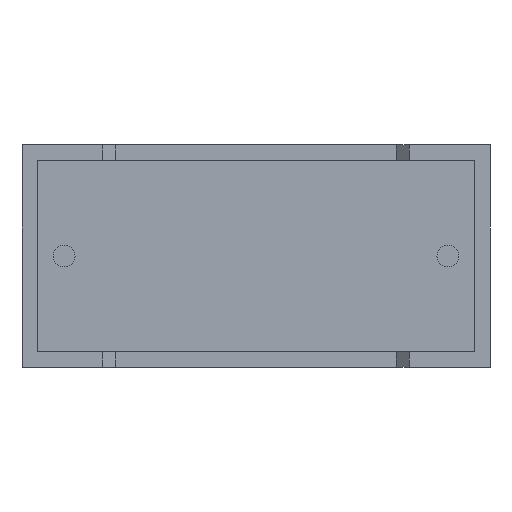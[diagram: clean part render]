
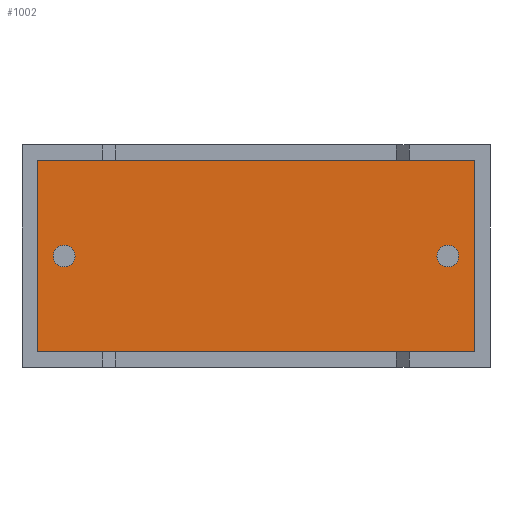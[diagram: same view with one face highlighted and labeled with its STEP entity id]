
A CAD part, front view. The second image highlights one B-rep face of the part: STEP entity #1002.
In plain terms, the highlighted planar face has unit normal (0, -1, 0).
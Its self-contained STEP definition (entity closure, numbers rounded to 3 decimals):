
#38 = DIRECTION ( 'NONE',  ( 0., 0., -1. ) ) ;
#47 = DIRECTION ( 'NONE',  ( 1., 0., 0. ) ) ;
#49 = EDGE_CURVE ( 'NONE', #1435, #2369, #780, .T. ) ;
#165 = AXIS2_PLACEMENT_3D ( 'NONE', #1635, #1392, #38 ) ;
#174 = EDGE_CURVE ( 'NONE', #2369, #1813, #247, .T. ) ;
#197 = EDGE_CURVE ( 'NONE', #1189, #2871, #1192, .T. ) ;
#218 = DIRECTION ( 'NONE',  ( 0., 0., -1. ) ) ;
#239 = EDGE_CURVE ( 'NONE', #364, #1435, #2401, .T. ) ;
#247 = LINE ( 'NONE', #2160, #253 ) ;
#253 = VECTOR ( 'NONE', #47, 1000. ) ;
#297 = ORIENTED_EDGE ( 'NONE', *, *, #197, .F. ) ;
#308 = AXIS2_PLACEMENT_3D ( 'NONE', #2548, #878, #2994 ) ;
#310 = CIRCLE ( 'NONE', #1857, 0.425 ) ;
#330 = CARTESIAN_POINT ( 'NONE',  ( 0.61, 0.75, 8.09 ) ) ;
#353 = CARTESIAN_POINT ( 'NONE',  ( 1.65, 0.75, 4.775 ) ) ;
#364 = VERTEX_POINT ( 'NONE', #1736 ) ;
#407 = FACE_OUTER_BOUND ( 'NONE', #2152, .T. ) ;
#466 = DIRECTION ( 'NONE',  ( -1., 0., 0. ) ) ;
#478 = DIRECTION ( 'NONE',  ( 0., -1., 0. ) ) ;
#488 = CARTESIAN_POINT ( 'NONE',  ( 17.69, 0.75, 8.09 ) ) ;
#608 = CARTESIAN_POINT ( 'NONE',  ( 1.65, 0.75, 3.925 ) ) ;
#647 = CIRCLE ( 'NONE', #308, 0.425 ) ;
#728 = ORIENTED_EDGE ( 'NONE', *, *, #2081, .F. ) ;
#780 = LINE ( 'NONE', #330, #2873 ) ;
#788 = ORIENTED_EDGE ( 'NONE', *, *, #2924, .T. ) ;
#790 = CARTESIAN_POINT ( 'NONE',  ( 16.65, 0.75, 3.925 ) ) ;
#803 = CARTESIAN_POINT ( 'NONE',  ( 16.65, 0.75, 4.775 ) ) ;
#878 = DIRECTION ( 'NONE',  ( 0., -1., 0. ) ) ;
#1002 = ADVANCED_FACE ( 'NONE', ( #1115, #407, #1344 ), #2304, .T. ) ;
#1047 = EDGE_CURVE ( 'NONE', #2871, #1189, #647, .T. ) ;
#1062 = ORIENTED_EDGE ( 'NONE', *, *, #1047, .F. ) ;
#1098 = EDGE_CURVE ( 'NONE', #1222, #2870, #310, .T. ) ;
#1115 = FACE_BOUND ( 'NONE', #1311, .T. ) ;
#1164 = AXIS2_PLACEMENT_3D ( 'NONE', #1895, #478, #1645 ) ;
#1189 = VERTEX_POINT ( 'NONE', #803 ) ;
#1192 = CIRCLE ( 'NONE', #165, 0.425 ) ;
#1222 = VERTEX_POINT ( 'NONE', #608 ) ;
#1267 = LINE ( 'NONE', #1552, #1673 ) ;
#1272 = DIRECTION ( 'NONE',  ( 0., 0., -1. ) ) ;
#1282 = CARTESIAN_POINT ( 'NONE',  ( 17.69, 0.75, 0.61 ) ) ;
#1311 = EDGE_LOOP ( 'NONE', ( #297, #1062 ) ) ;
#1344 = FACE_BOUND ( 'NONE', #1711, .T. ) ;
#1392 = DIRECTION ( 'NONE',  ( 0., -1., 0. ) ) ;
#1393 = DIRECTION ( 'NONE',  ( 0., -1., 0. ) ) ;
#1435 = VERTEX_POINT ( 'NONE', #1757 ) ;
#1474 = ORIENTED_EDGE ( 'NONE', *, *, #239, .T. ) ;
#1552 = CARTESIAN_POINT ( 'NONE',  ( 17.69, 0.75, 0.61 ) ) ;
#1591 = CARTESIAN_POINT ( 'NONE',  ( 0., 0.75, 0. ) ) ;
#1635 = CARTESIAN_POINT ( 'NONE',  ( 16.65, 0.75, 4.35 ) ) ;
#1645 = DIRECTION ( 'NONE',  ( 0., 0., -1. ) ) ;
#1673 = VECTOR ( 'NONE', #1780, 1000. ) ;
#1697 = VECTOR ( 'NONE', #466, 1000. ) ;
#1711 = EDGE_LOOP ( 'NONE', ( #728, #2086 ) ) ;
#1736 = CARTESIAN_POINT ( 'NONE',  ( 17.69, 0.75, 8.09 ) ) ;
#1757 = CARTESIAN_POINT ( 'NONE',  ( 0.61, 0.75, 8.09 ) ) ;
#1780 = DIRECTION ( 'NONE',  ( 0., 0., 1. ) ) ;
#1813 = VERTEX_POINT ( 'NONE', #1282 ) ;
#1838 = ORIENTED_EDGE ( 'NONE', *, *, #49, .T. ) ;
#1855 = AXIS2_PLACEMENT_3D ( 'NONE', #1591, #1393, #218 ) ;
#1857 = AXIS2_PLACEMENT_3D ( 'NONE', #2412, #2591, #1937 ) ;
#1895 = CARTESIAN_POINT ( 'NONE',  ( 1.65, 0.75, 4.35 ) ) ;
#1937 = DIRECTION ( 'NONE',  ( 0., 0., -1. ) ) ;
#1965 = ORIENTED_EDGE ( 'NONE', *, *, #174, .T. ) ;
#2081 = EDGE_CURVE ( 'NONE', #2870, #1222, #2844, .T. ) ;
#2086 = ORIENTED_EDGE ( 'NONE', *, *, #1098, .F. ) ;
#2152 = EDGE_LOOP ( 'NONE', ( #1838, #1965, #788, #1474 ) ) ;
#2160 = CARTESIAN_POINT ( 'NONE',  ( 0.61, 0.75, 0.61 ) ) ;
#2304 = PLANE ( 'NONE',  #1855 ) ;
#2369 = VERTEX_POINT ( 'NONE', #2720 ) ;
#2401 = LINE ( 'NONE', #488, #1697 ) ;
#2412 = CARTESIAN_POINT ( 'NONE',  ( 1.65, 0.75, 4.35 ) ) ;
#2548 = CARTESIAN_POINT ( 'NONE',  ( 16.65, 0.75, 4.35 ) ) ;
#2591 = DIRECTION ( 'NONE',  ( 0., -1., 0. ) ) ;
#2720 = CARTESIAN_POINT ( 'NONE',  ( 0.61, 0.75, 0.61 ) ) ;
#2844 = CIRCLE ( 'NONE', #1164, 0.425 ) ;
#2870 = VERTEX_POINT ( 'NONE', #353 ) ;
#2871 = VERTEX_POINT ( 'NONE', #790 ) ;
#2873 = VECTOR ( 'NONE', #1272, 1000. ) ;
#2924 = EDGE_CURVE ( 'NONE', #1813, #364, #1267, .T. ) ;
#2994 = DIRECTION ( 'NONE',  ( 0., 0., -1. ) ) ;
